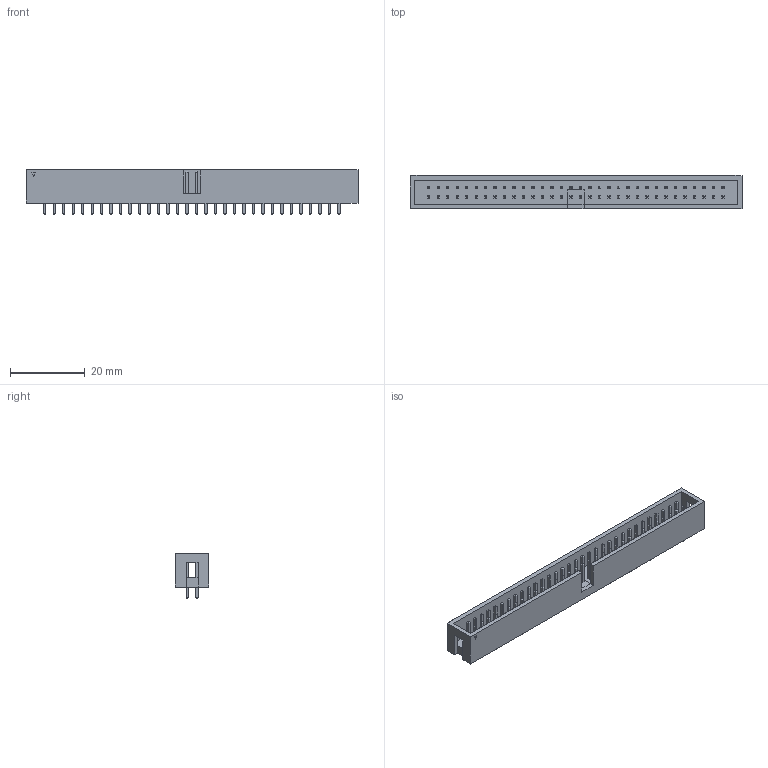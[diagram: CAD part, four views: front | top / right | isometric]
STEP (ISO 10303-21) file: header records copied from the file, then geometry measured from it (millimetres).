
FILE_DESCRIPTION(('FreeCAD Model'),'2;1');
FILE_NAME('ml_64_v.stp','2015-04-11T14:09:56',( 'FreeCAD'),('FreeCAD'),'Open CASCADE STEP processor 6.7','FreeCAD', 'Unknown');
FILE_SCHEMA(('AUTOMOTIVE_DESIGN_CC2 { 1 2 10303 214 -1 1 5 4 }'));
Length unit declared in the file: millimetre
Products named in the file (2): LinearPattern001; Array
Bounding box: 88.9 x 8.9 x 11.9 mm (x, y, z)
Volume: 3578 mm3; surface area: 6327.2 mm2
Topology: 65 solids, 65 shells, 1200 faces, 2425 edges, 1356 vertices
Faces by surface type: plane 1196, cylinder 4
Full cylindrical faces by diameter (mm): 0.6 x4
Entity records: 61911 total; most frequent: CARTESIAN_POINT 9896, DIRECTION 9661, LINE 7243, VECTOR 7243, ORIENTED_EDGE 4850, PCURVE 4850, DEFINITIONAL_REPRESENTATION 4850, EDGE_CURVE 2425
